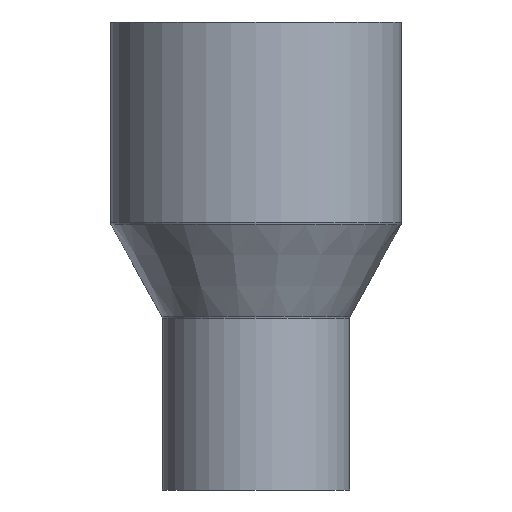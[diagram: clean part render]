
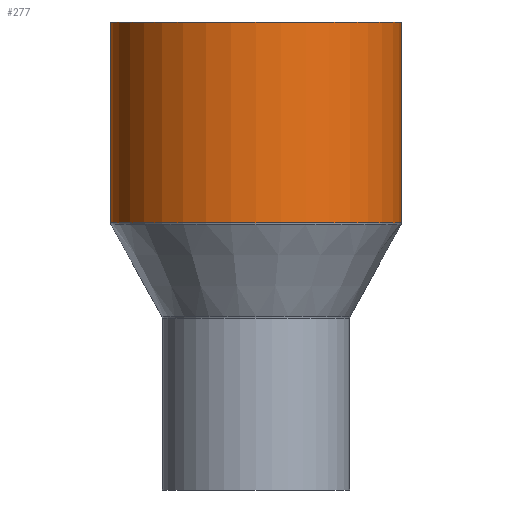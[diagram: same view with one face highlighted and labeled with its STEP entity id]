
A CAD part, front view. The second image highlights one B-rep face of the part: STEP entity #277.
In plain terms, the highlighted cylindrical face has radius 70 mm (diameter 140 mm), a partial arc.
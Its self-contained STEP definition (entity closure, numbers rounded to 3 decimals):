
#22 = CARTESIAN_POINT ( 'NONE',  ( -70., 0., 115.45 ) ) ;
#40 = VERTEX_POINT ( 'NONE', #160 ) ;
#57 = DIRECTION ( 'NONE',  ( 0., 0., -1. ) ) ;
#58 = VERTEX_POINT ( 'NONE', #22 ) ;
#86 = CYLINDRICAL_SURFACE ( 'NONE', #500, 70. ) ;
#89 = DIRECTION ( 'NONE',  ( -1., 0., 0. ) ) ;
#99 = DIRECTION ( 'NONE',  ( 0., 0., -1. ) ) ;
#106 = CARTESIAN_POINT ( 'NONE',  ( 70., 0., 115.45 ) ) ;
#139 = DIRECTION ( 'NONE',  ( 0., 0., -1. ) ) ;
#144 = DIRECTION ( 'NONE',  ( 0., 0., -1. ) ) ;
#147 = ORIENTED_EDGE ( 'NONE', *, *, #247, .T. ) ;
#148 = LINE ( 'NONE', #355, #226 ) ;
#151 = CIRCLE ( 'NONE', #533, 70. ) ;
#160 = CARTESIAN_POINT ( 'NONE',  ( 70., 0., 18.968 ) ) ;
#183 = DIRECTION ( 'NONE',  ( 0., 0., -1. ) ) ;
#205 = VECTOR ( 'NONE', #139, 1000. ) ;
#226 = VECTOR ( 'NONE', #99, 1000. ) ;
#230 = LINE ( 'NONE', #495, #205 ) ;
#232 = EDGE_CURVE ( 'NONE', #356, #58, #151, .T. ) ;
#235 = CARTESIAN_POINT ( 'NONE',  ( 0., 0., 115.45 ) ) ;
#247 = EDGE_CURVE ( 'NONE', #58, #405, #230, .T. ) ;
#251 = CIRCLE ( 'NONE', #561, 70. ) ;
#277 = ADVANCED_FACE ( 'NONE', ( #553 ), #86, .T. ) ;
#311 = CARTESIAN_POINT ( 'NONE',  ( -70., 0., 18.968 ) ) ;
#355 = CARTESIAN_POINT ( 'NONE',  ( 70., 0., -16.533 ) ) ;
#356 = VERTEX_POINT ( 'NONE', #106 ) ;
#379 = ORIENTED_EDGE ( 'NONE', *, *, #549, .F. ) ;
#405 = VERTEX_POINT ( 'NONE', #311 ) ;
#419 = EDGE_CURVE ( 'NONE', #40, #405, #251, .T. ) ;
#451 = ORIENTED_EDGE ( 'NONE', *, *, #232, .T. ) ;
#460 = DIRECTION ( 'NONE',  ( -1., 0., 0. ) ) ;
#470 = CARTESIAN_POINT ( 'NONE',  ( 0., 0., 18.968 ) ) ;
#495 = CARTESIAN_POINT ( 'NONE',  ( -70., 0., -16.533 ) ) ;
#500 = AXIS2_PLACEMENT_3D ( 'NONE', #502, #183, #89 ) ;
#502 = CARTESIAN_POINT ( 'NONE',  ( 0., 0., -16.533 ) ) ;
#514 = EDGE_LOOP ( 'NONE', ( #379, #451, #147, #552 ) ) ;
#533 = AXIS2_PLACEMENT_3D ( 'NONE', #235, #144, #598 ) ;
#549 = EDGE_CURVE ( 'NONE', #356, #40, #148, .T. ) ;
#552 = ORIENTED_EDGE ( 'NONE', *, *, #419, .F. ) ;
#553 = FACE_OUTER_BOUND ( 'NONE', #514, .T. ) ;
#561 = AXIS2_PLACEMENT_3D ( 'NONE', #470, #57, #460 ) ;
#598 = DIRECTION ( 'NONE',  ( -1., 0., 0. ) ) ;
